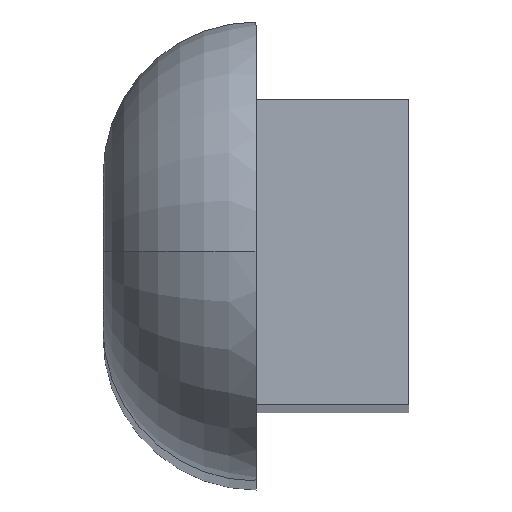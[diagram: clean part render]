
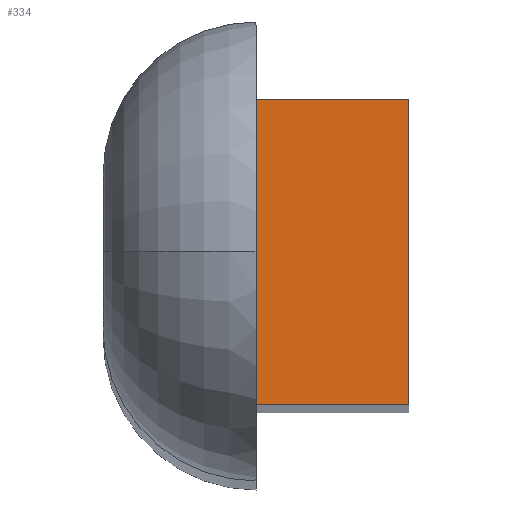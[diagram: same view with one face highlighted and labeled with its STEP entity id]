
A CAD part, top view. The second image highlights one B-rep face of the part: STEP entity #334.
In plain terms, the highlighted planar face has unit normal (0, 0, 1).
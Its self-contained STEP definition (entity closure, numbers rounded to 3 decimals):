
#5 = CARTESIAN_POINT ( 'NONE',  ( 10., -10., 150. ) ) ;
#34 = LINE ( 'NONE', #219, #180 ) ;
#53 = ORIENTED_EDGE ( 'NONE', *, *, #318, .F. ) ;
#67 = CARTESIAN_POINT ( 'NONE',  ( 0., 0., 150. ) ) ;
#87 = VECTOR ( 'NONE', #426, 1000. ) ;
#90 = ORIENTED_EDGE ( 'NONE', *, *, #298, .F. ) ;
#96 = LINE ( 'NONE', #362, #340 ) ;
#139 = DIRECTION ( 'NONE',  ( 0., -1., 0. ) ) ;
#140 = DIRECTION ( 'NONE',  ( 0., 0., 1. ) ) ;
#180 = VECTOR ( 'NONE', #254, 1000. ) ;
#183 = CARTESIAN_POINT ( 'NONE',  ( 0., 10., 150. ) ) ;
#185 = ORIENTED_EDGE ( 'NONE', *, *, #351, .T. ) ;
#212 = CARTESIAN_POINT ( 'NONE',  ( 0., 10., 150. ) ) ;
#219 = CARTESIAN_POINT ( 'NONE',  ( 10., 0., 150. ) ) ;
#248 = CARTESIAN_POINT ( 'NONE',  ( 10., 10., 150. ) ) ;
#249 = VERTEX_POINT ( 'NONE', #212 ) ;
#254 = DIRECTION ( 'NONE',  ( 0., 1., 0. ) ) ;
#258 = VERTEX_POINT ( 'NONE', #248 ) ;
#277 = ORIENTED_EDGE ( 'NONE', *, *, #385, .T. ) ;
#291 = VERTEX_POINT ( 'NONE', #324 ) ;
#298 = EDGE_CURVE ( 'NONE', #249, #258, #96, .T. ) ;
#310 = AXIS2_PLACEMENT_3D ( 'NONE', #183, #140, #139 ) ;
#314 = VECTOR ( 'NONE', #400, 1000. ) ;
#318 = EDGE_CURVE ( 'NONE', #291, #249, #410, .T. ) ;
#324 = CARTESIAN_POINT ( 'NONE',  ( 0., -10., 150. ) ) ;
#334 = ADVANCED_FACE ( 'NONE', ( #435 ), #428, .T. ) ;
#339 = VERTEX_POINT ( 'NONE', #5 ) ;
#340 = VECTOR ( 'NONE', #393, 1000. ) ;
#351 = EDGE_CURVE ( 'NONE', #291, #339, #401, .T. ) ;
#362 = CARTESIAN_POINT ( 'NONE',  ( 5., 10., 150. ) ) ;
#385 = EDGE_CURVE ( 'NONE', #339, #258, #34, .T. ) ;
#393 = DIRECTION ( 'NONE',  ( 1., 0., 0. ) ) ;
#400 = DIRECTION ( 'NONE',  ( 1., 0., 0. ) ) ;
#401 = LINE ( 'NONE', #432, #314 ) ;
#410 = LINE ( 'NONE', #67, #87 ) ;
#426 = DIRECTION ( 'NONE',  ( 0., 1., 0. ) ) ;
#428 = PLANE ( 'NONE',  #310 ) ;
#432 = CARTESIAN_POINT ( 'NONE',  ( 5., -10., 150. ) ) ;
#435 = FACE_OUTER_BOUND ( 'NONE', #454, .T. ) ;
#454 = EDGE_LOOP ( 'NONE', ( #277, #90, #53, #185 ) ) ;
